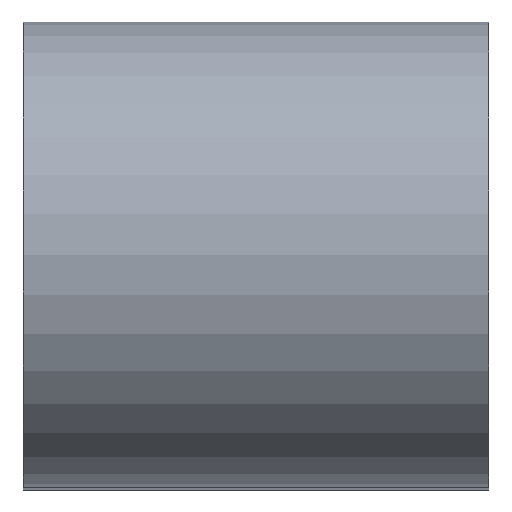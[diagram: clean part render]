
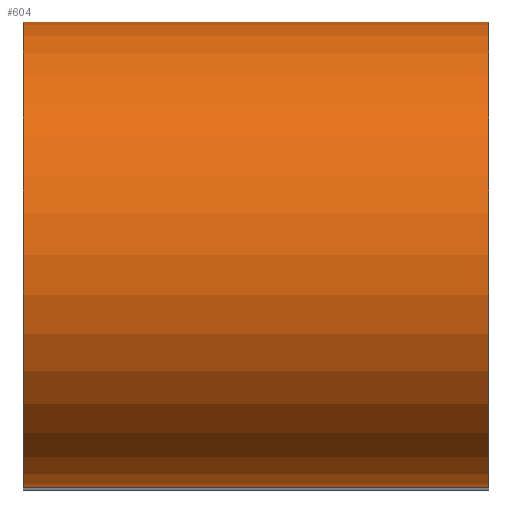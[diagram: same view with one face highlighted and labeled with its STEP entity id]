
A CAD part, top view. The second image highlights one B-rep face of the part: STEP entity #604.
In plain terms, the highlighted cylindrical face has radius 20 mm (diameter 40 mm), a partial arc.
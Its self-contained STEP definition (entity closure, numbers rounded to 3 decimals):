
#9 = DIRECTION ( 'NONE',  ( 1., 0., 0. ) ) ;
#116 = CARTESIAN_POINT ( 'NONE',  ( 20., 0., 50. ) ) ;
#222 = CARTESIAN_POINT ( 'NONE',  ( -20., 0., 50. ) ) ;
#283 = DIRECTION ( 'NONE',  ( 1., 0., 0. ) ) ;
#327 = DIRECTION ( 'NONE',  ( 1., 0., 0. ) ) ;
#356 = CARTESIAN_POINT ( 'NONE',  ( 20., -20., 50. ) ) ;
#388 = EDGE_CURVE ( 'NONE', #821, #1003, #767, .T. ) ;
#398 = VECTOR ( 'NONE', #327, 1000. ) ;
#424 = EDGE_CURVE ( 'NONE', #821, #748, #619, .T. ) ;
#441 = VERTEX_POINT ( 'NONE', #356 ) ;
#444 = CARTESIAN_POINT ( 'NONE',  ( -20., -20., 50. ) ) ;
#488 = AXIS2_PLACEMENT_3D ( 'NONE', #1506, #283, #829 ) ;
#513 = CYLINDRICAL_SURFACE ( 'NONE', #884, 20. ) ;
#528 = ORIENTED_EDGE ( 'NONE', *, *, #1601, .F. ) ;
#535 = EDGE_LOOP ( 'NONE', ( #652, #528, #961, #1647 ) ) ;
#604 = ADVANCED_FACE ( 'NONE', ( #1725 ), #513, .T. ) ;
#619 = LINE ( 'NONE', #897, #398 ) ;
#632 = CIRCLE ( 'NONE', #1110, 20. ) ;
#652 = ORIENTED_EDGE ( 'NONE', *, *, #812, .T. ) ;
#748 = VERTEX_POINT ( 'NONE', #1494 ) ;
#766 = DIRECTION ( 'NONE',  ( 1., 0., 0. ) ) ;
#767 = CIRCLE ( 'NONE', #488, 20. ) ;
#812 = EDGE_CURVE ( 'NONE', #1003, #441, #1361, .T. ) ;
#821 = VERTEX_POINT ( 'NONE', #975 ) ;
#829 = DIRECTION ( 'NONE',  ( 0., 0., -1. ) ) ;
#884 = AXIS2_PLACEMENT_3D ( 'NONE', #222, #766, #1315 ) ;
#897 = CARTESIAN_POINT ( 'NONE',  ( -20., 20., 50. ) ) ;
#961 = ORIENTED_EDGE ( 'NONE', *, *, #424, .F. ) ;
#975 = CARTESIAN_POINT ( 'NONE',  ( -20., 20., 50. ) ) ;
#1003 = VERTEX_POINT ( 'NONE', #444 ) ;
#1092 = VECTOR ( 'NONE', #1770, 1000. ) ;
#1110 = AXIS2_PLACEMENT_3D ( 'NONE', #116, #9, #1213 ) ;
#1213 = DIRECTION ( 'NONE',  ( 0., 0., -1. ) ) ;
#1228 = CARTESIAN_POINT ( 'NONE',  ( -20., -20., 50. ) ) ;
#1315 = DIRECTION ( 'NONE',  ( 0., 0., -1. ) ) ;
#1361 = LINE ( 'NONE', #1228, #1092 ) ;
#1494 = CARTESIAN_POINT ( 'NONE',  ( 20., 20., 50. ) ) ;
#1506 = CARTESIAN_POINT ( 'NONE',  ( -20., 0., 50. ) ) ;
#1601 = EDGE_CURVE ( 'NONE', #748, #441, #632, .T. ) ;
#1647 = ORIENTED_EDGE ( 'NONE', *, *, #388, .T. ) ;
#1725 = FACE_OUTER_BOUND ( 'NONE', #535, .T. ) ;
#1770 = DIRECTION ( 'NONE',  ( 1., 0., 0. ) ) ;
